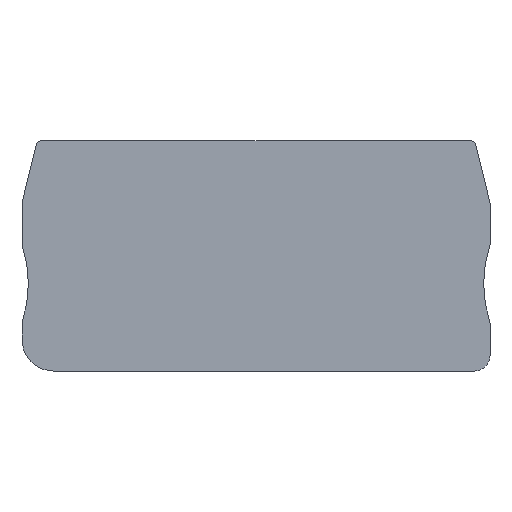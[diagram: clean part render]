
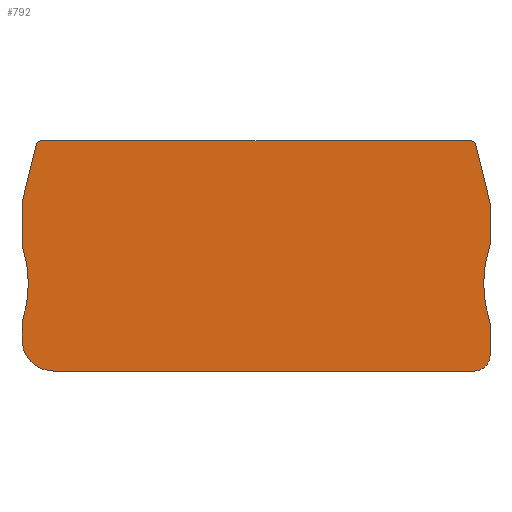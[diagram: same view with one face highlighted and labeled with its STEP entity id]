
A CAD part, top view. The second image highlights one B-rep face of the part: STEP entity #792.
In plain terms, the highlighted planar face has unit normal (0, 0, 1).
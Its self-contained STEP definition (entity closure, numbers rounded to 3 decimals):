
#288=DIRECTION('',(1.,0.,0.));
#289=VECTOR('',#288,54.319);
#290=CARTESIAN_POINT('',(-20.859,29.2,5.3));
#291=LINE('',#290,#289);
#295=CARTESIAN_POINT('',(33.459,28.7,5.3));
#296=DIRECTION('',(0.,0.,1.));
#297=DIRECTION('',(0.97,0.242,0.));
#298=AXIS2_PLACEMENT_3D('',#295,#296,#297);
#303=DIRECTION('',(-0.242,0.97,0.));
#304=VECTOR('',#303,7.67);
#305=CARTESIAN_POINT('',(35.8,21.379,5.3));
#306=LINE('',#305,#304);
#310=DIRECTION('',(0.,1.,0.));
#311=VECTOR('',#310,5.183);
#312=CARTESIAN_POINT('',(35.8,16.196,5.3));
#313=LINE('',#312,#311);
#317=CARTESIAN_POINT('',(51.,11.2,5.3));
#318=DIRECTION('',(0.,0.,-1.));
#319=DIRECTION('',(-0.95,-0.312,0.));
#320=AXIS2_PLACEMENT_3D('',#317,#318,#319);
#325=DIRECTION('',(0.,1.,0.));
#326=VECTOR('',#325,4.004);
#327=CARTESIAN_POINT('',(35.8,2.2,5.3));
#328=LINE('',#327,#326);
#332=CARTESIAN_POINT('',(33.8,2.2,5.3));
#333=DIRECTION('',(0.,0.,1.));
#334=DIRECTION('',(0.,-1.,0.));
#335=AXIS2_PLACEMENT_3D('',#332,#333,#334);
#340=DIRECTION('',(1.,0.,0.));
#341=VECTOR('',#340,53.);
#342=CARTESIAN_POINT('',(-19.2,0.2,5.3));
#343=LINE('',#342,#341);
#347=CARTESIAN_POINT('',(-19.2,4.2,5.3));
#348=DIRECTION('',(0.,0.,1.));
#349=DIRECTION('',(-1.,0.,0.));
#350=AXIS2_PLACEMENT_3D('',#347,#348,#349);
#355=DIRECTION('',(0.,-1.,0.));
#356=VECTOR('',#355,2.004);
#357=CARTESIAN_POINT('',(-23.2,6.204,5.3));
#358=LINE('',#357,#356);
#362=CARTESIAN_POINT('',(-38.4,11.2,5.3));
#363=DIRECTION('',(0.,0.,-1.));
#364=DIRECTION('',(0.95,0.312,0.));
#365=AXIS2_PLACEMENT_3D('',#362,#363,#364);
#370=DIRECTION('',(0.,-1.,0.));
#371=VECTOR('',#370,5.183);
#372=CARTESIAN_POINT('',(-23.2,21.379,5.3));
#373=LINE('',#372,#371);
#377=DIRECTION('',(-0.242,-0.97,0.));
#378=VECTOR('',#377,7.67);
#379=CARTESIAN_POINT('',(-21.345,28.821,5.3));
#380=LINE('',#379,#378);
#384=CARTESIAN_POINT('',(-20.859,28.7,5.3));
#385=DIRECTION('',(0.,0.,1.));
#386=DIRECTION('',(0.,1.,0.));
#387=AXIS2_PLACEMENT_3D('',#384,#385,#386);
#507=CARTESIAN_POINT('',(-20.859,29.2,5.3));
#508=CARTESIAN_POINT('',(-21.345,28.821,5.3));
#509=VERTEX_POINT('',#507);
#510=VERTEX_POINT('',#508);
#511=CARTESIAN_POINT('',(-23.2,21.379,5.3));
#512=VERTEX_POINT('',#511);
#513=CARTESIAN_POINT('',(-23.2,16.196,5.3));
#514=VERTEX_POINT('',#513);
#515=CARTESIAN_POINT('',(-23.2,4.2,5.3));
#516=CARTESIAN_POINT('',(-19.2,0.2,5.3));
#517=VERTEX_POINT('',#515);
#518=VERTEX_POINT('',#516);
#519=CARTESIAN_POINT('',(33.8,0.2,5.3));
#520=VERTEX_POINT('',#519);
#521=CARTESIAN_POINT('',(35.8,2.2,5.3));
#522=VERTEX_POINT('',#521);
#523=CARTESIAN_POINT('',(35.8,6.204,5.3));
#524=VERTEX_POINT('',#523);
#525=CARTESIAN_POINT('',(35.8,21.379,5.3));
#526=CARTESIAN_POINT('',(33.945,28.821,5.3));
#527=VERTEX_POINT('',#525);
#528=VERTEX_POINT('',#526);
#529=CARTESIAN_POINT('',(33.459,29.2,5.3));
#530=VERTEX_POINT('',#529);
#559=CARTESIAN_POINT('',(-23.2,6.204,5.3));
#560=VERTEX_POINT('',#559);
#561=CARTESIAN_POINT('',(35.8,16.196,5.3));
#562=VERTEX_POINT('',#561);
#758=CARTESIAN_POINT('',(0.,0.,5.3));
#759=DIRECTION('',(0.,0.,1.));
#760=DIRECTION('',(1.,0.,0.));
#761=AXIS2_PLACEMENT_3D('',#758,#759,#760);
#762=PLANE('',#761);
#763=ORIENTED_EDGE('',*,*,#748,.T.);
#765=ORIENTED_EDGE('',*,*,#764,.F.);
#767=ORIENTED_EDGE('',*,*,#766,.F.);
#769=ORIENTED_EDGE('',*,*,#768,.F.);
#771=ORIENTED_EDGE('',*,*,#770,.F.);
#773=ORIENTED_EDGE('',*,*,#772,.F.);
#775=ORIENTED_EDGE('',*,*,#774,.F.);
#777=ORIENTED_EDGE('',*,*,#776,.F.);
#779=ORIENTED_EDGE('',*,*,#778,.F.);
#781=ORIENTED_EDGE('',*,*,#780,.F.);
#783=ORIENTED_EDGE('',*,*,#782,.F.);
#785=ORIENTED_EDGE('',*,*,#784,.F.);
#787=ORIENTED_EDGE('',*,*,#786,.F.);
#789=ORIENTED_EDGE('',*,*,#788,.F.);
#790=EDGE_LOOP('',(#763,#765,#767,#769,#771,#773,#775,#777,#779,#781,#783,#785,
#787,#789));
#791=FACE_OUTER_BOUND('',#790,.F.);
#792=ADVANCED_FACE('',(#791),#762,.T.);
#299=CIRCLE('',#298,0.5);
#321=CIRCLE('',#320,16.);
#336=CIRCLE('',#335,2.);
#351=CIRCLE('',#350,4.);
#366=CIRCLE('',#365,16.);
#388=CIRCLE('',#387,0.5);
#748=EDGE_CURVE('',#509,#530,#291,.T.);
#764=EDGE_CURVE('',#528,#530,#299,.T.);
#766=EDGE_CURVE('',#527,#528,#306,.T.);
#768=EDGE_CURVE('',#562,#527,#313,.T.);
#770=EDGE_CURVE('',#524,#562,#321,.T.);
#772=EDGE_CURVE('',#522,#524,#328,.T.);
#774=EDGE_CURVE('',#520,#522,#336,.T.);
#776=EDGE_CURVE('',#518,#520,#343,.T.);
#778=EDGE_CURVE('',#517,#518,#351,.T.);
#780=EDGE_CURVE('',#560,#517,#358,.T.);
#782=EDGE_CURVE('',#514,#560,#366,.T.);
#784=EDGE_CURVE('',#512,#514,#373,.T.);
#786=EDGE_CURVE('',#510,#512,#380,.T.);
#788=EDGE_CURVE('',#509,#510,#388,.T.);
